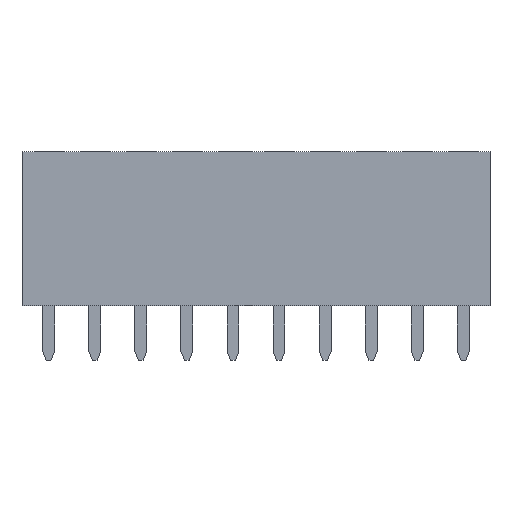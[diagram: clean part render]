
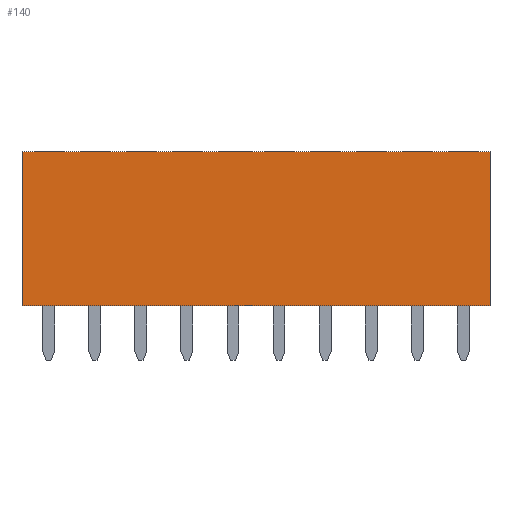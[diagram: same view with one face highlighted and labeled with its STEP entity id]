
A CAD part, top view. The second image highlights one B-rep face of the part: STEP entity #140.
In plain terms, the highlighted planar face has unit normal (0, 0, 1).
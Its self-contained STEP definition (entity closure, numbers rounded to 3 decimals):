
#56=CARTESIAN_POINT('',(25.4,0.,1.27));
#57=VERTEX_POINT('',#56);
#67=CARTESIAN_POINT('',(25.4,8.5,1.27));
#68=VERTEX_POINT('',#67);
#69=CARTESIAN_POINT('',(25.4,0.,1.27));
#70=CARTESIAN_POINT('',(25.4,1.7,1.27));
#71=CARTESIAN_POINT('',(25.4,3.4,1.27));
#72=CARTESIAN_POINT('',(25.4,5.1,1.27));
#73=CARTESIAN_POINT('',(25.4,6.8,1.27));
#74=CARTESIAN_POINT('',(25.4,8.5,1.27));
#75=B_SPLINE_CURVE_WITH_KNOTS('',5,(#69,#70,#71,#72,#73,#74),.UNSPECIFIED.,.F.,.U.,(6,6),(0.,8.5),.UNSPECIFIED.);
#76=EDGE_CURVE('',#57,#68,#75,.T.);
#101=CARTESIAN_POINT('',(38.3,4.25,1.27));
#102=DIRECTION('',(1.,0.,0.));
#103=DIRECTION('',(0.,-0.,1.));
#104=AXIS2_PLACEMENT_3D('',#101,#103,#102);
#105=PLANE('',#104);
#106=CARTESIAN_POINT('',(51.2,0.,1.27));
#107=VERTEX_POINT('',#106);
#108=CARTESIAN_POINT('',(25.4,0.,1.27));
#109=CARTESIAN_POINT('',(30.56,0.,1.27));
#110=CARTESIAN_POINT('',(35.72,0.,1.27));
#111=CARTESIAN_POINT('',(40.88,0.,1.27));
#112=CARTESIAN_POINT('',(46.04,0.,1.27));
#113=CARTESIAN_POINT('',(51.2,0.,1.27));
#114=B_SPLINE_CURVE_WITH_KNOTS('',5,(#108,#109,#110,#111,#112,#113),.UNSPECIFIED.,.F.,.U.,(6,6),(0.,25.8),.UNSPECIFIED.);
#115=EDGE_CURVE('',#57,#107,#114,.T.);
#116=ORIENTED_EDGE('',*,*,#115,.T.);
#117=CARTESIAN_POINT('',(51.2,8.5,1.27));
#118=VERTEX_POINT('',#117);
#119=CARTESIAN_POINT('',(51.2,8.5,1.27));
#120=CARTESIAN_POINT('',(51.2,6.8,1.27));
#121=CARTESIAN_POINT('',(51.2,5.1,1.27));
#122=CARTESIAN_POINT('',(51.2,3.4,1.27));
#123=CARTESIAN_POINT('',(51.2,1.7,1.27));
#124=CARTESIAN_POINT('',(51.2,0.,1.27));
#125=B_SPLINE_CURVE_WITH_KNOTS('',5,(#119,#120,#121,#122,#123,#124),.UNSPECIFIED.,.F.,.U.,(6,6),(0.,8.5),.UNSPECIFIED.);
#126=EDGE_CURVE('',#118,#107,#125,.T.);
#127=ORIENTED_EDGE('',*,*,#126,.F.);
#128=CARTESIAN_POINT('',(25.4,8.5,1.27));
#129=CARTESIAN_POINT('',(30.56,8.5,1.27));
#130=CARTESIAN_POINT('',(35.72,8.5,1.27));
#131=CARTESIAN_POINT('',(40.88,8.5,1.27));
#132=CARTESIAN_POINT('',(46.04,8.5,1.27));
#133=CARTESIAN_POINT('',(51.2,8.5,1.27));
#134=B_SPLINE_CURVE_WITH_KNOTS('',5,(#128,#129,#130,#131,#132,#133),.UNSPECIFIED.,.F.,.U.,(6,6),(0.,25.8),.UNSPECIFIED.);
#135=EDGE_CURVE('',#68,#118,#134,.T.);
#136=ORIENTED_EDGE('',*,*,#135,.F.);
#137=ORIENTED_EDGE('',*,*,#76,.F.);
#138=EDGE_LOOP('',(#116,#127,#136,#137));
#139=FACE_OUTER_BOUND('',#138,.T.);
#140=ADVANCED_FACE('',(#139),#105,.T.);
